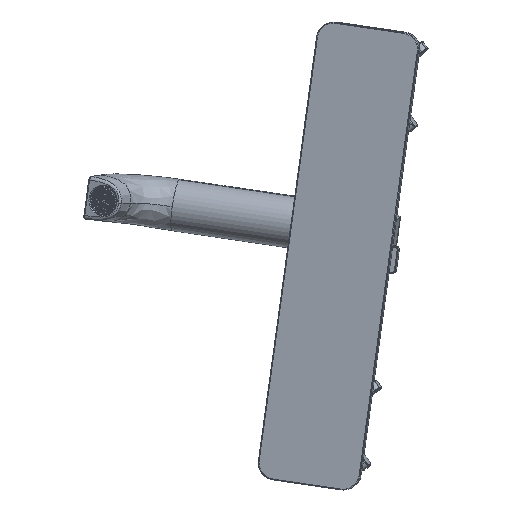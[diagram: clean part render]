
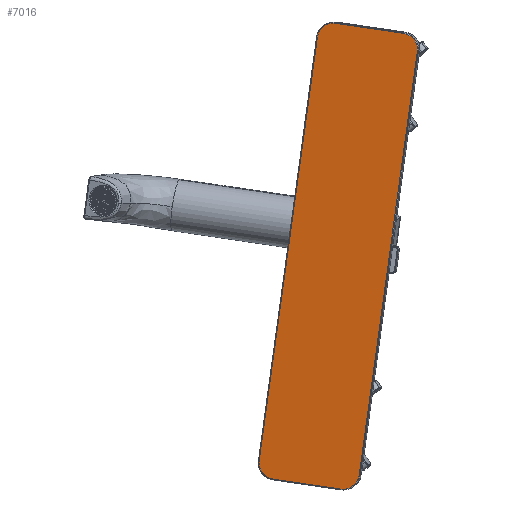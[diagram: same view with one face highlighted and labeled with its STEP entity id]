
A CAD part, front view. The second image highlights one B-rep face of the part: STEP entity #7016.
In plain terms, the highlighted face is planar.
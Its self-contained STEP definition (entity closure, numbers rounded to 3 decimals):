
#5191=CARTESIAN_POINT(' ',(-29.737,-125.,0.));
#5192=VERTEX_POINT(' ',#5191);
#5236=CARTESIAN_POINT(' ',(-29.737,125.,0.));
#5237=VERTEX_POINT(' ',#5236);
#5251=CARTESIAN_POINT(' ',(-29.737,125.,0.));
#5256=DIRECTION(' ',(0.,-1.,0.));
#5261=VECTOR(' ',#5256,1.);
#5266=LINE('',#5251,#5261);
#5271=EDGE_CURVE(' ',#5237,#5192,#5266,.T.);
#5371=CARTESIAN_POINT(' ',(-20.25,-134.487,0.));
#5372=VERTEX_POINT(' ',#5371);
#5396=CARTESIAN_POINT(' ',(-20.25,-125.,0.));
#5401=DIRECTION(' ',(0.,0.,-1.));
#5406=DIRECTION(' ',(0.,-1.,0.));
#5411=AXIS2_PLACEMENT_3D(' ',#5396,#5401,#5406);
#5416=CIRCLE('',#5411,9.487);
#5421=EDGE_CURVE(' ',#5372,#5192,#5416,.T.);
#5496=CARTESIAN_POINT(' ',(20.25,-134.487,0.));
#5497=VERTEX_POINT(' ',#5496);
#5521=CARTESIAN_POINT(' ',(20.25,-134.487,0.));
#5526=DIRECTION(' ',(-1.,0.,0.));
#5531=VECTOR(' ',#5526,1.);
#5536=LINE('',#5521,#5531);
#5541=EDGE_CURVE(' ',#5497,#5372,#5536,.T.);
#5641=CARTESIAN_POINT(' ',(29.737,-125.,0.));
#5642=VERTEX_POINT(' ',#5641);
#5666=CARTESIAN_POINT(' ',(20.25,-125.,0.));
#5671=DIRECTION(' ',(0.,0.,-1.));
#5676=DIRECTION(' ',(1.,0.,0.));
#5681=AXIS2_PLACEMENT_3D(' ',#5666,#5671,#5676);
#5686=CIRCLE('',#5681,9.487);
#5691=EDGE_CURVE(' ',#5642,#5497,#5686,.T.);
#5766=CARTESIAN_POINT(' ',(29.737,125.,0.));
#5767=VERTEX_POINT(' ',#5766);
#5791=CARTESIAN_POINT(' ',(29.737,-125.,0.));
#5796=DIRECTION(' ',(0.,1.,0.));
#5801=VECTOR(' ',#5796,1.);
#5806=LINE('',#5791,#5801);
#5811=EDGE_CURVE(' ',#5642,#5767,#5806,.T.);
#5911=CARTESIAN_POINT(' ',(20.25,134.487,0.));
#5912=VERTEX_POINT(' ',#5911);
#5936=CARTESIAN_POINT(' ',(20.25,125.,0.));
#5941=DIRECTION(' ',(0.,0.,-1.));
#5946=DIRECTION(' ',(0.,1.,0.));
#5951=AXIS2_PLACEMENT_3D(' ',#5936,#5941,#5946);
#5956=CIRCLE('',#5951,9.487);
#5961=EDGE_CURVE(' ',#5912,#5767,#5956,.T.);
#6036=CARTESIAN_POINT(' ',(-20.25,134.487,0.));
#6037=VERTEX_POINT(' ',#6036);
#6061=CARTESIAN_POINT(' ',(20.25,134.487,0.));
#6066=DIRECTION(' ',(-1.,0.,0.));
#6071=VECTOR(' ',#6066,1.);
#6076=LINE('',#6061,#6071);
#6081=EDGE_CURVE(' ',#5912,#6037,#6076,.T.);
#6171=CARTESIAN_POINT(' ',(-20.25,125.,0.));
#6176=DIRECTION(' ',(0.,0.,-1.));
#6181=DIRECTION(' ',(-1.,0.,0.));
#6186=AXIS2_PLACEMENT_3D(' ',#6171,#6176,#6181);
#6191=CIRCLE('',#6186,9.487);
#6196=EDGE_CURVE(' ',#5237,#6037,#6191,.T.);
#6941=DIRECTION(' ',(-0.,0.,-1.));
#6946=CARTESIAN_POINT(' ',(29.737,-134.487,0.));
#6951=DIRECTION(' ',(-1.,0.,0.));
#6956=AXIS2_PLACEMENT_3D(' ',#6946,#6941,#6951);
#6961=PLANE('',#6956);
#6966=ORIENTED_EDGE(' ',*,*,#6196,.T.);
#6971=ORIENTED_EDGE(' ',*,*,#6081,.F.);
#6976=ORIENTED_EDGE(' ',*,*,#5961,.T.);
#6981=ORIENTED_EDGE(' ',*,*,#5811,.F.);
#6986=ORIENTED_EDGE(' ',*,*,#5691,.T.);
#6991=ORIENTED_EDGE(' ',*,*,#5541,.T.);
#6996=ORIENTED_EDGE(' ',*,*,#5421,.T.);
#7001=ORIENTED_EDGE(' ',*,*,#5271,.F.);
#7006=EDGE_LOOP(' ',(#6966,#6971,#6976,#6981,#6986,#6991,#6996,#7001));
#7011=FACE_OUTER_BOUND(' ',#7006,.T.);
#7016=ADVANCED_FACE('',(#7011),#6961,.T.);
